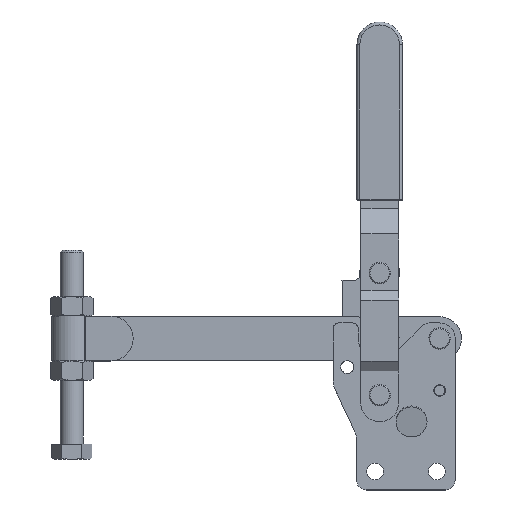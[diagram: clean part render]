
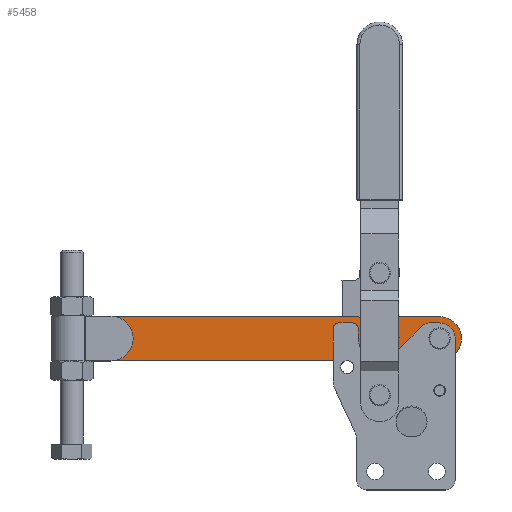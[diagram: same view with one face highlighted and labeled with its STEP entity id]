
A CAD part, top view. The second image highlights one B-rep face of the part: STEP entity #5458.
In plain terms, the highlighted planar face has unit normal (0, 0, 1).
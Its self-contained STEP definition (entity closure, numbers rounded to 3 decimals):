
#108 = CIRCLE ( 'NONE', #4211, 3. ) ;
#110 = CARTESIAN_POINT ( 'NONE',  ( -11.07, 59.695, 0. ) ) ;
#236 = AXIS2_PLACEMENT_3D ( 'NONE', #897, #10312, #2716 ) ;
#386 = CARTESIAN_POINT ( 'NONE',  ( -38.5, 59.7, 0. ) ) ;
#394 = FACE_OUTER_BOUND ( 'NONE', #10473, .T. ) ;
#528 = CIRCLE ( 'NONE', #5922, 11.25 ) ;
#540 = VECTOR ( 'NONE', #6419, 1000. ) ;
#565 = DIRECTION ( 'NONE',  ( 1., 0., 0. ) ) ;
#620 = ORIENTED_EDGE ( 'NONE', *, *, #7835, .F. ) ;
#774 = DIRECTION ( 'NONE',  ( 1., 0., 0. ) ) ;
#897 = CARTESIAN_POINT ( 'NONE',  ( -8.07, 59.695, 0. ) ) ;
#912 = CARTESIAN_POINT ( 'NONE',  ( -41.5, 59.7, 0. ) ) ;
#1059 = DIRECTION ( 'NONE',  ( 0., 0., 1. ) ) ;
#1097 = CARTESIAN_POINT ( 'NONE',  ( -175.82, 56.445, 0. ) ) ;
#1210 = DIRECTION ( 'NONE',  ( 0., 0., 1. ) ) ;
#1300 = CARTESIAN_POINT ( 'NONE',  ( -8.07, 70.945, 0. ) ) ;
#1341 = DIRECTION ( 'NONE',  ( 0., 0., 1. ) ) ;
#1600 = EDGE_CURVE ( 'NONE', #4921, #7413, #8105, .T. ) ;
#2509 = EDGE_CURVE ( 'NONE', #4811, #7997, #8890, .T. ) ;
#2716 = DIRECTION ( 'NONE',  ( 1., 0., 0. ) ) ;
#2779 = PLANE ( 'NONE',  #4631 ) ;
#2879 = CARTESIAN_POINT ( 'NONE',  ( -5.07, 59.695, 0. ) ) ;
#3481 = DIRECTION ( 'NONE',  ( 1., 0., 0. ) ) ;
#3847 = ORIENTED_EDGE ( 'NONE', *, *, #2509, .T. ) ;
#3900 = CARTESIAN_POINT ( 'NONE',  ( -35.5, 59.7, 0. ) ) ;
#4082 = CIRCLE ( 'NONE', #6310, 3. ) ;
#4211 = AXIS2_PLACEMENT_3D ( 'NONE', #9694, #1210, #4246 ) ;
#4246 = DIRECTION ( 'NONE',  ( 1., 0., 0. ) ) ;
#4486 = VECTOR ( 'NONE', #3481, 1000. ) ;
#4610 = ORIENTED_EDGE ( 'NONE', *, *, #5312, .T. ) ;
#4631 = AXIS2_PLACEMENT_3D ( 'NONE', #8807, #1059, #10331 ) ;
#4653 = ORIENTED_EDGE ( 'NONE', *, *, #1600, .F. ) ;
#4811 = VERTEX_POINT ( 'NONE', #1300 ) ;
#4871 = DIRECTION ( 'NONE',  ( 0., -1., 0. ) ) ;
#4921 = VERTEX_POINT ( 'NONE', #912 ) ;
#5312 = EDGE_CURVE ( 'NONE', #8848, #4811, #528, .T. ) ;
#5415 = AXIS2_PLACEMENT_3D ( 'NONE', #386, #7379, #8635 ) ;
#5422 = CARTESIAN_POINT ( 'NONE',  ( -38.5, 59.7, 0. ) ) ;
#5458 = ADVANCED_FACE ( 'NONE', ( #394, #9260, #6997 ), #2779, .T. ) ;
#5827 = EDGE_CURVE ( 'NONE', #7937, #7234, #108, .T. ) ;
#5922 = AXIS2_PLACEMENT_3D ( 'NONE', #9977, #7701, #774 ) ;
#5958 = ORIENTED_EDGE ( 'NONE', *, *, #5827, .F. ) ;
#6017 = VERTEX_POINT ( 'NONE', #6961 ) ;
#6310 = AXIS2_PLACEMENT_3D ( 'NONE', #5422, #1341, #565 ) ;
#6419 = DIRECTION ( 'NONE',  ( -1., 0., 0. ) ) ;
#6856 = ORIENTED_EDGE ( 'NONE', *, *, #10313, .T. ) ;
#6886 = ORIENTED_EDGE ( 'NONE', *, *, #9399, .F. ) ;
#6938 = LINE ( 'NONE', #7387, #4486 ) ;
#6961 = CARTESIAN_POINT ( 'NONE',  ( -175.82, 48.445, 0. ) ) ;
#6997 = FACE_BOUND ( 'NONE', #7865, .T. ) ;
#7234 = VERTEX_POINT ( 'NONE', #110 ) ;
#7379 = DIRECTION ( 'NONE',  ( 0., 0., 1. ) ) ;
#7387 = CARTESIAN_POINT ( 'NONE',  ( -8.07, 48.445, 0. ) ) ;
#7413 = VERTEX_POINT ( 'NONE', #3900 ) ;
#7701 = DIRECTION ( 'NONE',  ( 0., 0., 1. ) ) ;
#7835 = EDGE_CURVE ( 'NONE', #7413, #4921, #4082, .T. ) ;
#7865 = EDGE_LOOP ( 'NONE', ( #620, #4653 ) ) ;
#7917 = CARTESIAN_POINT ( 'NONE',  ( -8.07, 70.945, 0. ) ) ;
#7937 = VERTEX_POINT ( 'NONE', #2879 ) ;
#7997 = VERTEX_POINT ( 'NONE', #8990 ) ;
#8105 = CIRCLE ( 'NONE', #5415, 3. ) ;
#8155 = VECTOR ( 'NONE', #4871, 1000. ) ;
#8521 = CARTESIAN_POINT ( 'NONE',  ( -8.07, 48.445, 0. ) ) ;
#8635 = DIRECTION ( 'NONE',  ( 1., 0., 0. ) ) ;
#8807 = CARTESIAN_POINT ( 'NONE',  ( -8.07, 59.695, 0. ) ) ;
#8848 = VERTEX_POINT ( 'NONE', #8521 ) ;
#8890 = LINE ( 'NONE', #7917, #540 ) ;
#8970 = ORIENTED_EDGE ( 'NONE', *, *, #9261, .T. ) ;
#8990 = CARTESIAN_POINT ( 'NONE',  ( -175.82, 70.945, 0. ) ) ;
#9260 = FACE_BOUND ( 'NONE', #9434, .T. ) ;
#9261 = EDGE_CURVE ( 'NONE', #7997, #6017, #10401, .T. ) ;
#9399 = EDGE_CURVE ( 'NONE', #7234, #7937, #9624, .T. ) ;
#9434 = EDGE_LOOP ( 'NONE', ( #5958, #6886 ) ) ;
#9624 = CIRCLE ( 'NONE', #236, 3. ) ;
#9694 = CARTESIAN_POINT ( 'NONE',  ( -8.07, 59.695, 0. ) ) ;
#9977 = CARTESIAN_POINT ( 'NONE',  ( -8.07, 59.695, 0. ) ) ;
#10312 = DIRECTION ( 'NONE',  ( 0., 0., 1. ) ) ;
#10313 = EDGE_CURVE ( 'NONE', #6017, #8848, #6938, .T. ) ;
#10331 = DIRECTION ( 'NONE',  ( 1., 0., 0. ) ) ;
#10401 = LINE ( 'NONE', #1097, #8155 ) ;
#10473 = EDGE_LOOP ( 'NONE', ( #4610, #3847, #8970, #6856 ) ) ;
